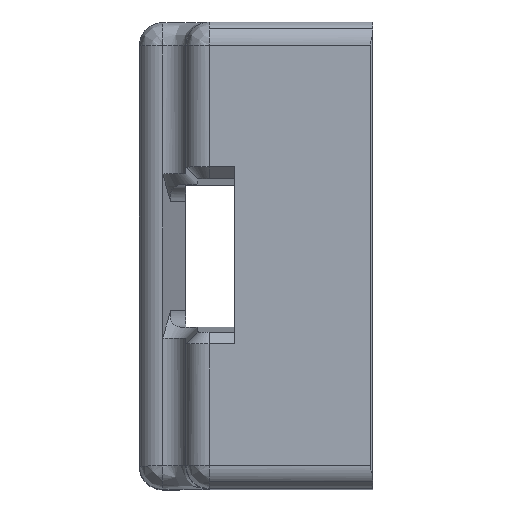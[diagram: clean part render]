
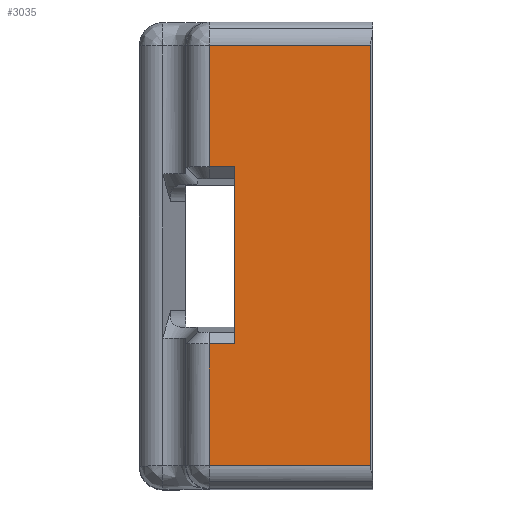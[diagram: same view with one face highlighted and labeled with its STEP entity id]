
A CAD part, top view. The second image highlights one B-rep face of the part: STEP entity #3035.
In plain terms, the highlighted planar face has unit normal (0, 0, 1).
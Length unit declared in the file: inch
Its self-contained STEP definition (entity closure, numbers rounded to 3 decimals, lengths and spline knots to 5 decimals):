
#82 = VECTOR ( 'NONE', #2952, 39.37008 ) ;
#127 = ORIENTED_EDGE ( 'NONE', *, *, #615, .F. ) ;
#197 = ORIENTED_EDGE ( 'NONE', *, *, #380, .F. ) ;
#205 = CARTESIAN_POINT ( 'NONE',  ( -9.15645, 8.70505, -14.99619 ) ) ;
#296 = EDGE_CURVE ( 'NONE', #599, #595, #488, .T. ) ;
#344 = LINE ( 'NONE', #3262, #2780 ) ;
#380 = EDGE_CURVE ( 'NONE', #595, #2316, #3454, .T. ) ;
#400 = DIRECTION ( 'NONE',  ( 0., 0., -1. ) ) ;
#476 = EDGE_CURVE ( 'NONE', #2796, #495, #344, .T. ) ;
#488 = LINE ( 'NONE', #776, #3088 ) ;
#494 = VECTOR ( 'NONE', #2822, 39.37008 ) ;
#495 = VERTEX_POINT ( 'NONE', #3029 ) ;
#507 = CARTESIAN_POINT ( 'NONE',  ( -8.61315, 8.2953, -14.99619 ) ) ;
#595 = VERTEX_POINT ( 'NONE', #1219 ) ;
#599 = VERTEX_POINT ( 'NONE', #936 ) ;
#615 = EDGE_CURVE ( 'NONE', #794, #2457, #1224, .T. ) ;
#628 = LINE ( 'NONE', #2553, #494 ) ;
#776 = CARTESIAN_POINT ( 'NONE',  ( -8.60527, 9.30239, -14.99619 ) ) ;
#794 = VERTEX_POINT ( 'NONE', #2562 ) ;
#841 = CARTESIAN_POINT ( 'NONE',  ( -8.60527, 9.71262, -14.99619 ) ) ;
#887 = ORIENTED_EDGE ( 'NONE', *, *, #476, .T. ) ;
#900 = DIRECTION ( 'NONE',  ( 0., 1., 0. ) ) ;
#936 = CARTESIAN_POINT ( 'NONE',  ( -9.06984, 9.30239, -14.99619 ) ) ;
#1059 = LINE ( 'NONE', #2964, #1666 ) ;
#1219 = CARTESIAN_POINT ( 'NONE',  ( -9.15645, 9.30239, -14.99619 ) ) ;
#1224 = LINE ( 'NONE', #2320, #2131 ) ;
#1282 = ORIENTED_EDGE ( 'NONE', *, *, #3249, .F. ) ;
#1283 = DIRECTION ( 'NONE',  ( 0., 1., 0. ) ) ;
#1340 = ORIENTED_EDGE ( 'NONE', *, *, #1612, .F. ) ;
#1445 = EDGE_CURVE ( 'NONE', #2457, #2787, #1059, .T. ) ;
#1463 = CARTESIAN_POINT ( 'NONE',  ( -8.60527, 8.13782, -14.99619 ) ) ;
#1489 = AXIS2_PLACEMENT_3D ( 'NONE', #1463, #400, #3052 ) ;
#1612 = EDGE_CURVE ( 'NONE', #2316, #495, #1886, .T. ) ;
#1666 = VECTOR ( 'NONE', #2666, 39.37008 ) ;
#1727 = FACE_OUTER_BOUND ( 'NONE', #2582, .T. ) ;
#1761 = ORIENTED_EDGE ( 'NONE', *, *, #296, .F. ) ;
#1836 = CARTESIAN_POINT ( 'NONE',  ( -9.06984, 8.70505, -14.99619 ) ) ;
#1886 = LINE ( 'NONE', #841, #82 ) ;
#2118 = CARTESIAN_POINT ( 'NONE',  ( -9.15645, 8.13782, -14.99619 ) ) ;
#2131 = VECTOR ( 'NONE', #2816, 39.37008 ) ;
#2196 = ORIENTED_EDGE ( 'NONE', *, *, #1445, .F. ) ;
#2256 = CARTESIAN_POINT ( 'NONE',  ( -9.15645, 9.71262, -14.99619 ) ) ;
#2316 = VERTEX_POINT ( 'NONE', #2256 ) ;
#2320 = CARTESIAN_POINT ( 'NONE',  ( -9.15645, 8.13782, -14.99619 ) ) ;
#2379 = DIRECTION ( 'NONE',  ( -1., 0., 0. ) ) ;
#2457 = VERTEX_POINT ( 'NONE', #205 ) ;
#2553 = CARTESIAN_POINT ( 'NONE',  ( -8.60527, 8.2953, -14.99619 ) ) ;
#2562 = CARTESIAN_POINT ( 'NONE',  ( -9.15645, 8.2953, -14.99619 ) ) ;
#2582 = EDGE_LOOP ( 'NONE', ( #197, #1761, #1282, #2196, #127, #3353, #887, #1340 ) ) ;
#2620 = CARTESIAN_POINT ( 'NONE',  ( -9.06984, 8.13782, -14.99619 ) ) ;
#2666 = DIRECTION ( 'NONE',  ( 1., 0., 0. ) ) ;
#2780 = VECTOR ( 'NONE', #900, 39.37008 ) ;
#2787 = VERTEX_POINT ( 'NONE', #1836 ) ;
#2792 = PLANE ( 'NONE',  #1489 ) ;
#2796 = VERTEX_POINT ( 'NONE', #507 ) ;
#2816 = DIRECTION ( 'NONE',  ( 0., 1., 0. ) ) ;
#2822 = DIRECTION ( 'NONE',  ( -1., 0., 0. ) ) ;
#2925 = DIRECTION ( 'NONE',  ( 0., 1., 0. ) ) ;
#2952 = DIRECTION ( 'NONE',  ( 1., 0., 0. ) ) ;
#2964 = CARTESIAN_POINT ( 'NONE',  ( -8.60527, 8.70505, -14.99619 ) ) ;
#3029 = CARTESIAN_POINT ( 'NONE',  ( -8.61315, 9.71262, -14.99619 ) ) ;
#3035 = ADVANCED_FACE ( 'NONE', ( #1727 ), #2792, .F. ) ;
#3052 = DIRECTION ( 'NONE',  ( 0., 1., 0. ) ) ;
#3088 = VECTOR ( 'NONE', #2379, 39.37008 ) ;
#3134 = LINE ( 'NONE', #2620, #3334 ) ;
#3249 = EDGE_CURVE ( 'NONE', #2787, #599, #3134, .T. ) ;
#3254 = VECTOR ( 'NONE', #2925, 39.37008 ) ;
#3262 = CARTESIAN_POINT ( 'NONE',  ( -8.61315, 8.13782, -14.99619 ) ) ;
#3334 = VECTOR ( 'NONE', #1283, 39.37008 ) ;
#3353 = ORIENTED_EDGE ( 'NONE', *, *, #3406, .F. ) ;
#3406 = EDGE_CURVE ( 'NONE', #2796, #794, #628, .T. ) ;
#3454 = LINE ( 'NONE', #2118, #3254 ) ;
